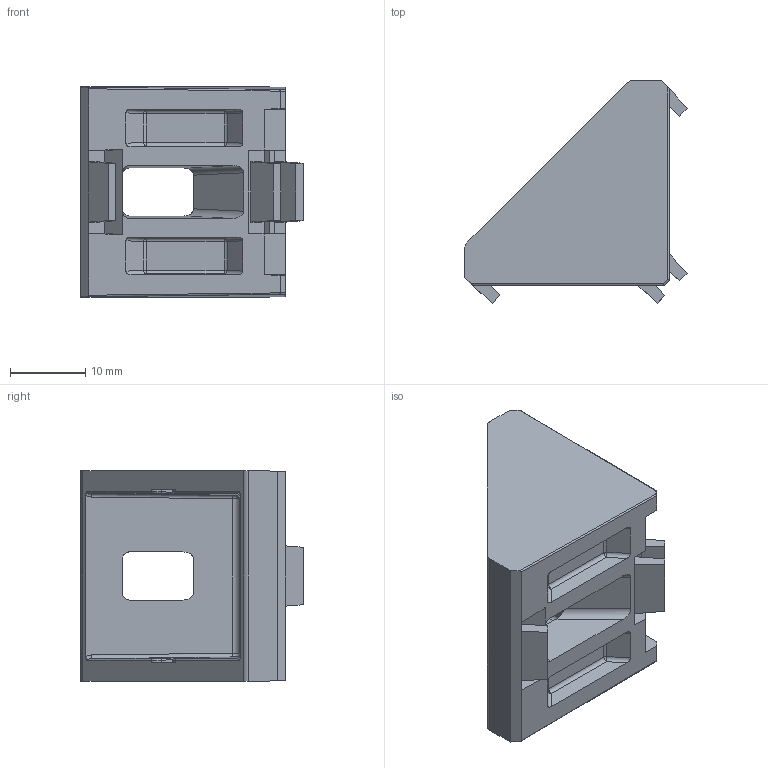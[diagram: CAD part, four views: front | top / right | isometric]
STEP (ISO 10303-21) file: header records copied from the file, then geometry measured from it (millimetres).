
FILE_DESCRIPTION (( 'STEP AP214' ), '1' );
FILE_NAME ('6268100', '2019-01-28T17:15:01', ( '' ), ('JUGARD+KÜNSTNER GmbH'), 'SwSTEP 2.0', 'SolidWorks 2017', '' );
FILE_SCHEMA (( 'AUTOMOTIVE_DESIGN' ));
Length unit declared in the file: millimetre
Products named in the file (1): 6268100
Bounding box: 29.57 x 29.57 x 28 mm (x, y, z)
Volume: 7486.6 mm3; surface area: 4993.5 mm2
Topology: 1 solids, 1 shells, 187 faces, 472 edges, 284 vertices
Faces by surface type: plane 88, cylinder 69, bspline 30
Entity records: 6197 total; most frequent: CARTESIAN_POINT 2029, ORIENTED_EDGE 928, DIRECTION 772, EDGE_CURVE 464, VECTOR 300, LINE 300, VERTEX_POINT 284, AXIS2_PLACEMENT_3D 236
